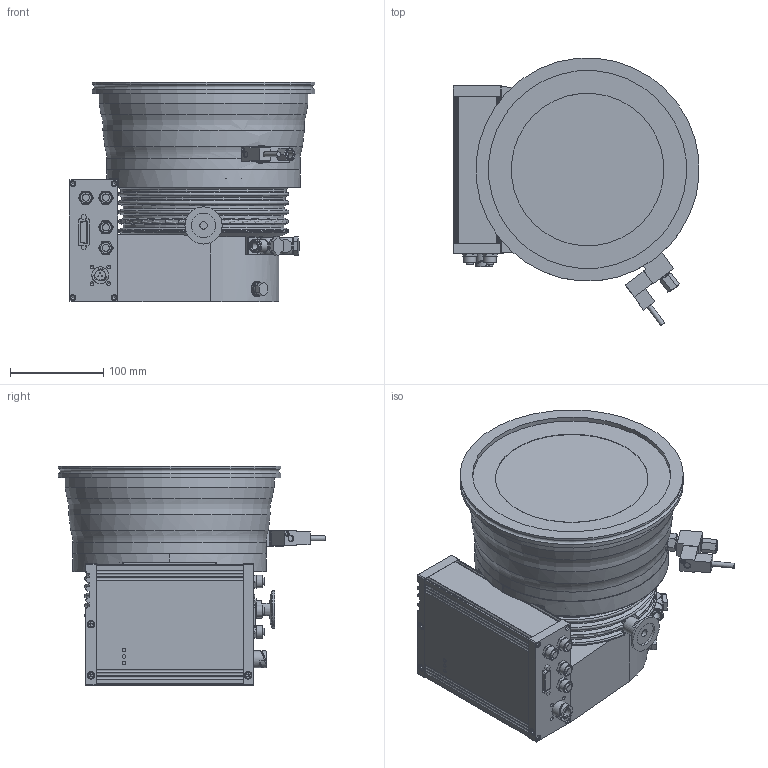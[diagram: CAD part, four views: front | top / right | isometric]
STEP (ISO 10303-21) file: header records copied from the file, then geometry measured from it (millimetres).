
FILE_DESCRIPTION((''),'2;1');
FILE_NAME('PM902335.stp','2010-05-27T09:53:34',('Lobach-W'),(''),'Autodesk Inventor 2009','Autodesk Inventor 2009','');
FILE_SCHEMA(('AUTOMOTIVE_DESIGN { 1 0 10303 214 1 1 1 1 }'));
Length unit declared in the file: millimetre
Products named in the file (1): PM902335
Bounding box: 264.21 x 287.61 x 235.5 mm (x, y, z)
Volume: 8278219.3 mm3; surface area: 430192.4 mm2
Topology: 33 solids, 33 shells, 1269 faces, 2988 edges, 1946 vertices
Faces by surface type: plane 676, cylinder 320, bspline 135, cone 79, torus 54, sphere 5
Full cylindrical faces by diameter (mm): 1 x3, 2.5 x1, 3 x1, 3.242 x2, 3.5 x2, 4 x3, 4.2 x8, 5 x1, 5.3 x1, 6 x11, 6.4 x10, 6.5 x1, 6.647 x6, 7 x6, 7.2 x1, 7.5 x1, 7.8 x4, 8 x10, 8.1 x1, 8.2 x1, 8.4 x8, 10 x14, 10.1 x1, 10.3 x1, 10.8 x1, 11 x11, 11.445 x1, 11.5 x5, 12 x4, 12.5 x1
Entity records: 37848 total; most frequent: CARTESIAN_POINT 9806, DIRECTION 5431, ORIENTED_EDGE 4890, EDGE_CURVE 2445, AXIS2_PLACEMENT_3D 2112, EDGE_LOOP 1886, VERTEX_POINT 1801, STYLED_ITEM 1269
